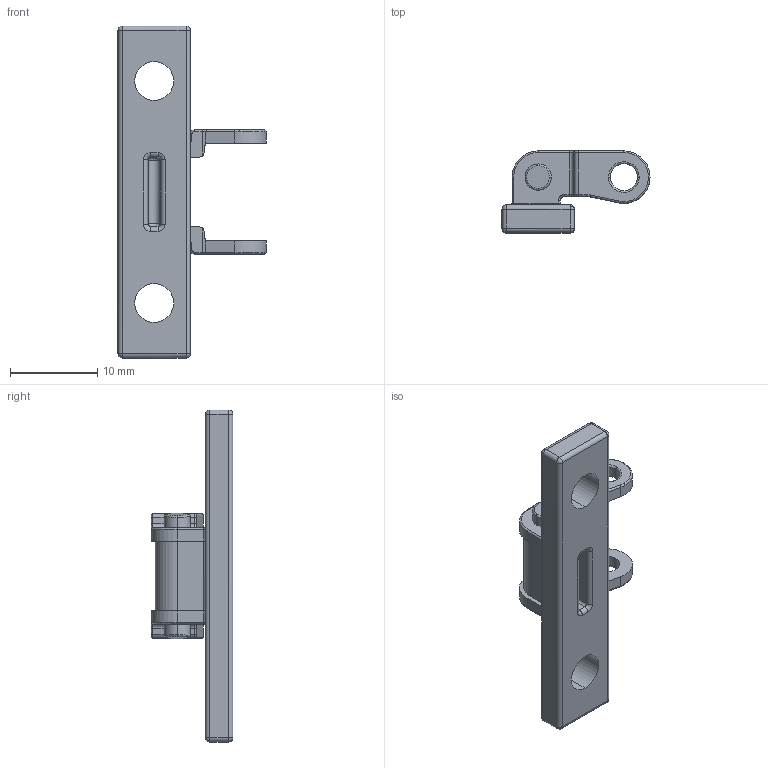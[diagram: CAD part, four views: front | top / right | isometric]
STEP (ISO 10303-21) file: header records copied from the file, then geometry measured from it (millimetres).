
FILE_DESCRIPTION((''),'2;1');
FILE_NAME('CHAIN-HS-MNT-LINK','2008-08-30T',('np17'),(''),'PRO/ENGINEER BY PARAMETRIC TECHNOLOGY CORPORATION, 2007090','PRO/ENGINEER BY PARAMETRIC TECHNOLOGY CORPORATION, 2007090','');
FILE_SCHEMA(('CONFIG_CONTROL_DESIGN'));
Length unit declared in the file: millimetre
Products named in the file (1): CHAIN-HS-MNT-LINK
Bounding box: 16.95 x 9.37 x 38 mm (x, y, z)
Volume: 1302.8 mm3; surface area: 1532.7 mm2
Topology: 1 solids, 1 shells, 165 faces, 401 edges, 233 vertices
Faces by surface type: cylinder 82, plane 38, torus 30, bspline 10, sphere 5
Entity records: 5751 total; most frequent: CARTESIAN_POINT 1929, DIRECTION 808, ORIENTED_EDGE 784, EDGE_CURVE 392, AXIS2_PLACEMENT_3D 319, VERTEX_POINT 233, EDGE_LOOP 177, VECTOR 170
